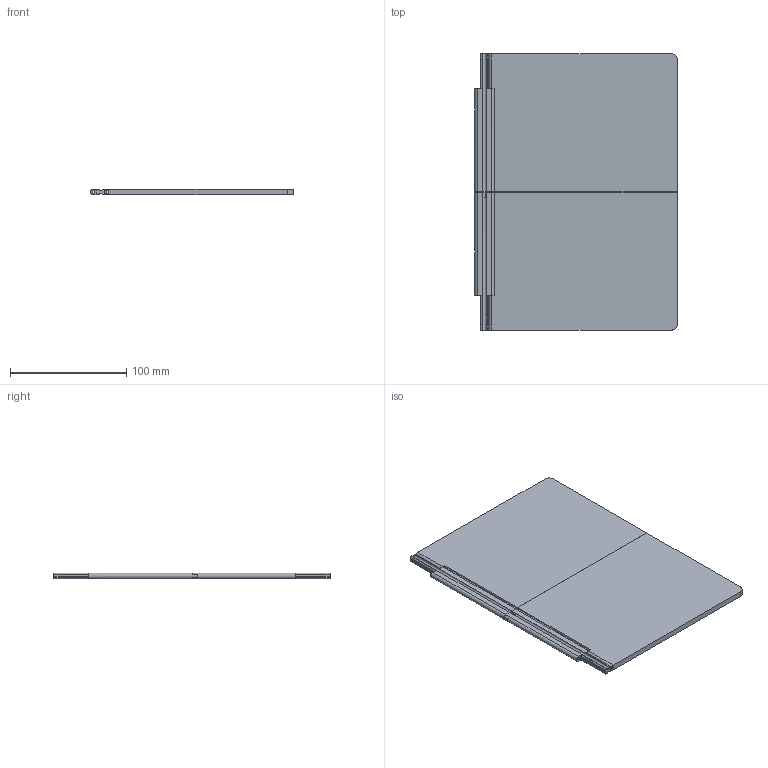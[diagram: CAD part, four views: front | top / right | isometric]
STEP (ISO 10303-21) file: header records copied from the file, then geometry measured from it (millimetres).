
FILE_DESCRIPTION(/* description */ ('STEP AP242','CAx-IF Rec.Pracs.---Representation and Presentation of Product Manufacturing Information (PMI)---4.0---2014-10-13','CAx-IF Rec.Pracs.---3D Tessellated Geometry---0.4---2014-09-14','2;1'),/* implementation_level */ '2;1');
FILE_NAME(/* name */ '67aa5c143bd32948fa4bf85a',/* time_stamp */ '2025-02-10T20:05:40Z',/* author */ (''),/* organization */ (''),/* preprocessor_version */ 'ST-DEVELOPER v20',/* originating_system */ 'ONSHAPE BY PTC INC, 1.193',/* authorisation */ ' ');
FILE_SCHEMA (('AP242_MANAGED_MODEL_BASED_3D_ENGINEERING_MIM_LF { 1 0 10303 442 1 1 4 }'));
Length unit declared in the file: metre
Products named in the file (4): panel top; hinge bottom; hinge top; panel bottom
Bounding box: 174.5 x 238 x 5 mm (x, y, z)
Volume: 200777 mm3; surface area: 96952 mm2
Topology: 4 solids, 4 shells, 116 faces, 296 edges, 202 vertices
Faces by surface type: plane 70, cylinder 46
Full cylindrical faces by diameter (mm): 2 x20
Entity records: 3459 total; most frequent: DIRECTION 614, CARTESIAN_POINT 570, ORIENTED_EDGE 524, EDGE_CURVE 262, AXIS2_PLACEMENT_3D 232, VERTEX_POINT 188, EDGE_LOOP 162, FACE_BOUND 162
